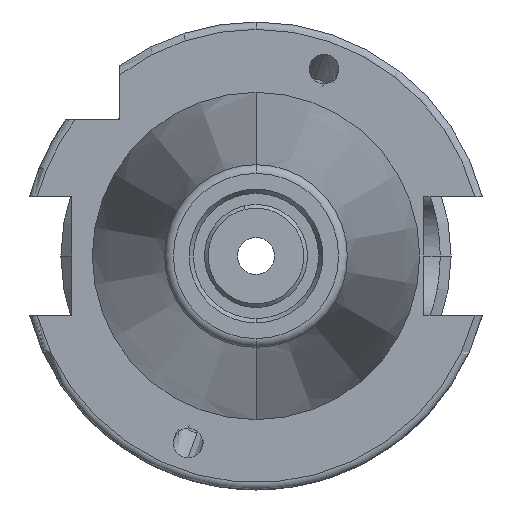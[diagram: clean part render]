
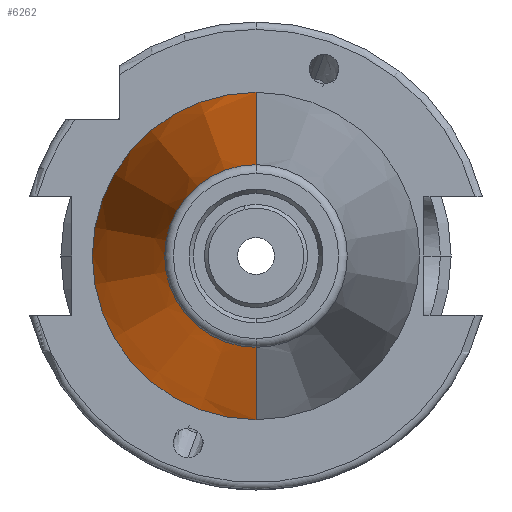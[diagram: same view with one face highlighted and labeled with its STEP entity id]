
A CAD part, left-side view. The second image highlights one B-rep face of the part: STEP entity #6262.
In plain terms, the highlighted conical face has half-angle 8.297 degrees and reference radius 22.225 mm.
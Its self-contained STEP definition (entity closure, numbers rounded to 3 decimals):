
#146 = CARTESIAN_POINT ( 'NONE',  ( 0., -22.225, 0. ) ) ;
#664 = AXIS2_PLACEMENT_3D ( 'NONE', #1628, #1558, #1656 ) ;
#728 = CARTESIAN_POINT ( 'NONE',  ( -67.373, 12.4, 0. ) ) ;
#1200 = DIRECTION ( 'NONE',  ( -1., 0., 0. ) ) ;
#1224 = EDGE_LOOP ( 'NONE', ( #7054, #6144, #6328, #1796 ) ) ;
#1544 = EDGE_CURVE ( 'NONE', #8560, #4942, #7756, .T. ) ;
#1558 = DIRECTION ( 'NONE',  ( 1., 0., 0. ) ) ;
#1628 = CARTESIAN_POINT ( 'NONE',  ( 0., 0., 0. ) ) ;
#1656 = DIRECTION ( 'NONE',  ( 0., 1., 0. ) ) ;
#1796 = ORIENTED_EDGE ( 'NONE', *, *, #5489, .F. ) ;
#1904 = DIRECTION ( 'NONE',  ( 0., -1., 0. ) ) ;
#1916 = DIRECTION ( 'NONE',  ( -1., 0., 0. ) ) ;
#1917 = CARTESIAN_POINT ( 'NONE',  ( 0., 0., 0. ) ) ;
#2238 = CARTESIAN_POINT ( 'NONE',  ( 0., -22.225, 0. ) ) ;
#2264 = EDGE_CURVE ( 'NONE', #8560, #5041, #8600, .T. ) ;
#2293 = DIRECTION ( 'NONE',  ( 0.99, -0.144, 0. ) ) ;
#2560 = AXIS2_PLACEMENT_3D ( 'NONE', #1917, #1916, #1904 ) ;
#2922 = VECTOR ( 'NONE', #5756, 1000. ) ;
#3538 = AXIS2_PLACEMENT_3D ( 'NONE', #5275, #1200, #3914 ) ;
#3544 = CIRCLE ( 'NONE', #2560, 22.225 ) ;
#3693 = LINE ( 'NONE', #6151, #2922 ) ;
#3857 = CARTESIAN_POINT ( 'NONE',  ( -67.373, -12.4, 0. ) ) ;
#3914 = DIRECTION ( 'NONE',  ( 0., -1., 0. ) ) ;
#3945 = VERTEX_POINT ( 'NONE', #6906 ) ;
#4213 = CONICAL_SURFACE ( 'NONE', #664, 22.225, 0.145 ) ;
#4778 = FACE_OUTER_BOUND ( 'NONE', #1224, .T. ) ;
#4942 = VERTEX_POINT ( 'NONE', #146 ) ;
#5041 = VERTEX_POINT ( 'NONE', #728 ) ;
#5275 = CARTESIAN_POINT ( 'NONE',  ( -67.373, 0., 0. ) ) ;
#5489 = EDGE_CURVE ( 'NONE', #5041, #3945, #3693, .T. ) ;
#5756 = DIRECTION ( 'NONE',  ( 0.99, 0.144, 0. ) ) ;
#6144 = ORIENTED_EDGE ( 'NONE', *, *, #1544, .T. ) ;
#6151 = CARTESIAN_POINT ( 'NONE',  ( 0., 22.225, 0. ) ) ;
#6262 = ADVANCED_FACE ( 'NONE', ( #4778 ), #4213, .T. ) ;
#6328 = ORIENTED_EDGE ( 'NONE', *, *, #7879, .T. ) ;
#6906 = CARTESIAN_POINT ( 'NONE',  ( 0., 22.225, 0. ) ) ;
#7054 = ORIENTED_EDGE ( 'NONE', *, *, #2264, .F. ) ;
#7756 = LINE ( 'NONE', #2238, #7918 ) ;
#7879 = EDGE_CURVE ( 'NONE', #4942, #3945, #3544, .T. ) ;
#7918 = VECTOR ( 'NONE', #2293, 1000. ) ;
#8560 = VERTEX_POINT ( 'NONE', #3857 ) ;
#8600 = CIRCLE ( 'NONE', #3538, 12.4 ) ;
